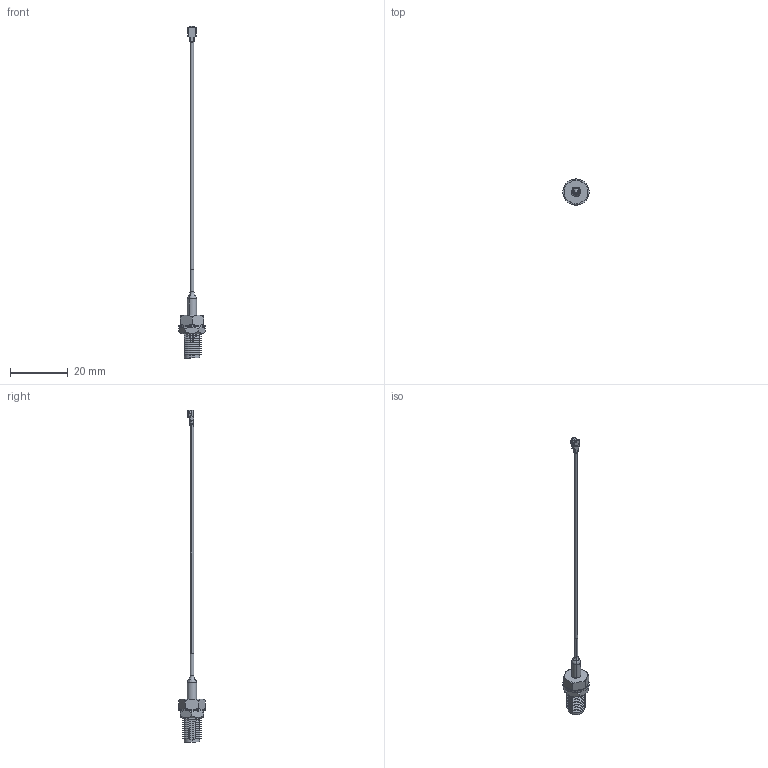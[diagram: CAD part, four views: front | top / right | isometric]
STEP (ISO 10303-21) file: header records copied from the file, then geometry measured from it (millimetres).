
FILE_DESCRIPTION (( 'STEP AP214' ), '1' );
FILE_NAME ('CAB.628_Web.STEP', '2020-01-15T09:47:28', ( '' ), ( '' ), 'SwSTEP 2.0', 'SolidWorks 2017', '' );
FILE_SCHEMA (( 'AUTOMOTIVE_DESIGN' ));
Length unit declared in the file: millimetre
Products named in the file (13): RP-SMA(F)ST; SMA Washer; IPEX 1_1; Heat Shrink Tube; SMA Nut; CAB.628_Web; 1.13 Cable_1
Assembly tree (6 placements, depth 2):
  RP-SMA(F)ST
  IPEX 1_1
  Heat Shrink Tube
  CAB.628_Web
    1.13 Cable_1
    IPEX 1_1
    RP-SMA(F)ST
    Heat Shrink Tube
    SMA Nut
    SMA Washer
  1.13 Cable_1
Bounding box: 9.24 x 9.24 x 115.25 mm (x, y, z)
Volume: 667.5 mm3; surface area: 1469.6 mm2
Topology: 6 solids, 6 shells, 483 faces, 1220 edges, 774 vertices
Faces by surface type: plane 246, cylinder 131, cone 68, bspline 24, torus 14
Entity records: 19885 total; most frequent: CARTESIAN_POINT 8546, ORIENTED_EDGE 2440, DIRECTION 2147, EDGE_CURVE 1220, AXIS2_PLACEMENT_3D 779, VERTEX_POINT 774, VECTOR 589, LINE 589
